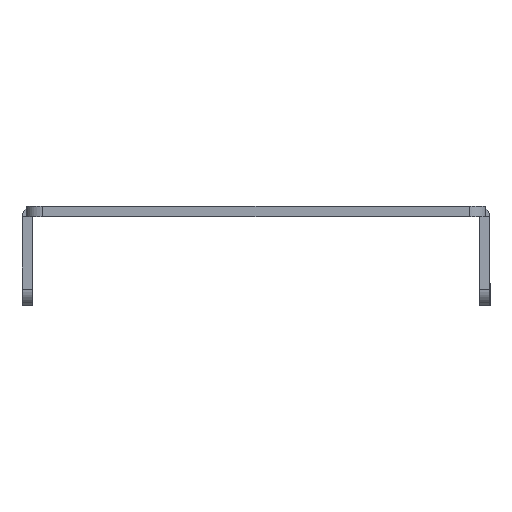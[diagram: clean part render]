
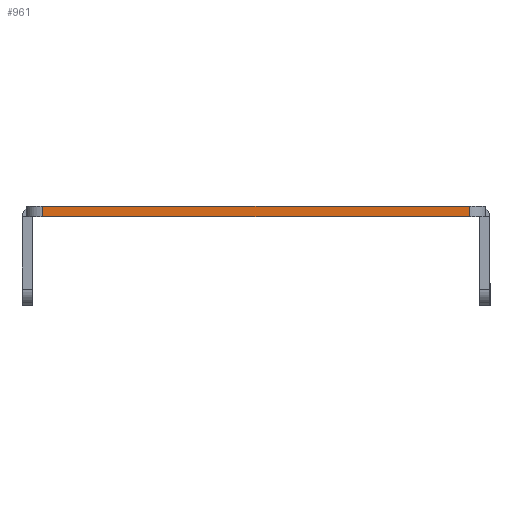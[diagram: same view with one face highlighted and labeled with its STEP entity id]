
A CAD part, left-side view. The second image highlights one B-rep face of the part: STEP entity #961.
In plain terms, the highlighted planar face has unit normal (-1, 0, 0).
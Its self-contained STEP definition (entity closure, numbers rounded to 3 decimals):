
#57 = ORIENTED_EDGE ( 'NONE', *, *, #241, .F. ) ;
#66 = ORIENTED_EDGE ( 'NONE', *, *, #444, .T. ) ;
#83 = ORIENTED_EDGE ( 'NONE', *, *, #450, .T. ) ;
#90 = ORIENTED_EDGE ( 'NONE', *, *, #430, .T. ) ;
#241 = EDGE_CURVE ( 'NONE', #694, #1159, #1500, .T. ) ;
#300 = FACE_OUTER_BOUND ( 'NONE', #1382, .T. ) ;
#430 = EDGE_CURVE ( 'NONE', #1010, #1334, #1619, .T. ) ;
#444 = EDGE_CURVE ( 'NONE', #694, #1010, #1586, .T. ) ;
#450 = EDGE_CURVE ( 'NONE', #1334, #1159, #1571, .T. ) ;
#694 = VERTEX_POINT ( 'NONE', #1037 ) ;
#847 = CARTESIAN_POINT ( 'NONE',  ( -812.5, -51.5, 2.5 ) ) ;
#857 = CARTESIAN_POINT ( 'NONE',  ( -812.5, 51.5, 0. ) ) ;
#866 = CARTESIAN_POINT ( 'NONE',  ( -812.5, -51.5, 0. ) ) ;
#961 = ADVANCED_FACE ( 'NONE', ( #300 ), #1052, .F. ) ;
#1010 = VERTEX_POINT ( 'NONE', #857 ) ;
#1017 = DIRECTION ( 'NONE',  ( 0., -1., 0. ) ) ;
#1037 = CARTESIAN_POINT ( 'NONE',  ( -812.5, 51.5, 2.5 ) ) ;
#1044 = DIRECTION ( 'NONE',  ( 0., 0., -1. ) ) ;
#1045 = DIRECTION ( 'NONE',  ( 1., 0., 0. ) ) ;
#1052 = PLANE ( 'NONE',  #1466 ) ;
#1060 = CARTESIAN_POINT ( 'NONE',  ( -812.5, 55.5, 2.5 ) ) ;
#1159 = VERTEX_POINT ( 'NONE', #847 ) ;
#1271 = DIRECTION ( 'NONE',  ( 0., 0., 1. ) ) ;
#1272 = CARTESIAN_POINT ( 'NONE',  ( -812.5, -51.5, 2.5 ) ) ;
#1287 = DIRECTION ( 'NONE',  ( 0., 0., -1. ) ) ;
#1288 = DIRECTION ( 'NONE',  ( 0., -1., 0. ) ) ;
#1289 = CARTESIAN_POINT ( 'NONE',  ( -812.5, 55.5, 0. ) ) ;
#1290 = CARTESIAN_POINT ( 'NONE',  ( -812.5, 51.5, 2.5 ) ) ;
#1334 = VERTEX_POINT ( 'NONE', #866 ) ;
#1382 = EDGE_LOOP ( 'NONE', ( #57, #66, #90, #83 ) ) ;
#1451 = CARTESIAN_POINT ( 'NONE',  ( -812.5, 55.5, 2.5 ) ) ;
#1466 = AXIS2_PLACEMENT_3D ( 'NONE', #1060, #1045, #1044 ) ;
#1499 = VECTOR ( 'NONE', #1017, 1000. ) ;
#1500 = LINE ( 'NONE', #1451, #1499 ) ;
#1570 = VECTOR ( 'NONE', #1271, 1000. ) ;
#1571 = LINE ( 'NONE', #1272, #1570 ) ;
#1577 = VECTOR ( 'NONE', #1288, 1000. ) ;
#1585 = VECTOR ( 'NONE', #1287, 1000. ) ;
#1586 = LINE ( 'NONE', #1290, #1585 ) ;
#1619 = LINE ( 'NONE', #1289, #1577 ) ;
